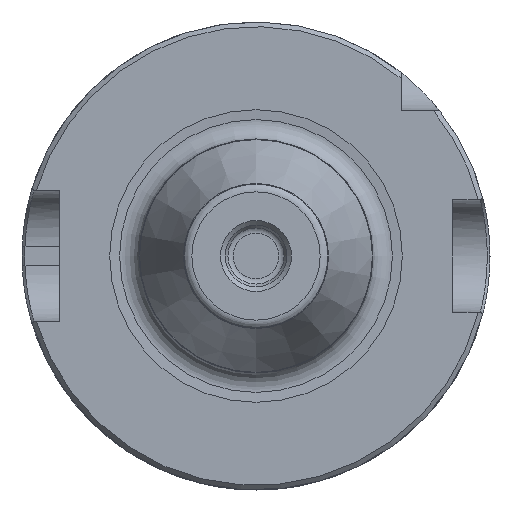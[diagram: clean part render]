
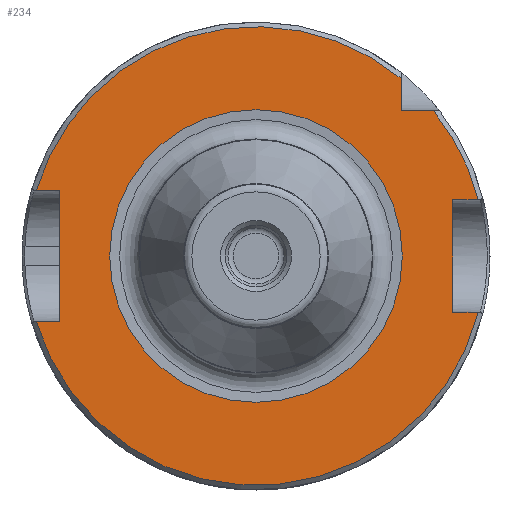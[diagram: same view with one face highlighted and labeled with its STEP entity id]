
A CAD part, left-side view. The second image highlights one B-rep face of the part: STEP entity #234.
In plain terms, the highlighted planar face has unit normal (-1, 0, 0).
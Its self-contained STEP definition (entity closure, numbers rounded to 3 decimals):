
#234=ADVANCED_FACE('',(#362,#363),#327,.F.);
#327=PLANE('',#1530);
#362=FACE_BOUND('',#423,.T.);
#363=FACE_BOUND('',#424,.T.);
#423=EDGE_LOOP('',(#615,#616,#617,#618,#619,#620,#621,#622,#623,#624,#625));
#424=EDGE_LOOP('',(#626));
#546=CIRCLE('',#1526,24.5);
#547=CIRCLE('',#1527,24.5);
#548=CIRCLE('',#1528,24.5);
#549=CIRCLE('',#1529,15.63);
#615=ORIENTED_EDGE('',*,*,#1176,.F.);
#616=ORIENTED_EDGE('',*,*,#1177,.T.);
#617=ORIENTED_EDGE('',*,*,#1178,.F.);
#618=ORIENTED_EDGE('',*,*,#1179,.F.);
#619=ORIENTED_EDGE('',*,*,#1180,.F.);
#620=ORIENTED_EDGE('',*,*,#1181,.T.);
#621=ORIENTED_EDGE('',*,*,#1182,.F.);
#622=ORIENTED_EDGE('',*,*,#1183,.F.);
#623=ORIENTED_EDGE('',*,*,#1184,.F.);
#624=ORIENTED_EDGE('',*,*,#1185,.T.);
#625=ORIENTED_EDGE('',*,*,#1186,.F.);
#626=ORIENTED_EDGE('',*,*,#1187,.F.);
#1029=VERTEX_POINT('',#2076);
#1030=VERTEX_POINT('',#2077);
#1031=VERTEX_POINT('',#2079);
#1032=VERTEX_POINT('',#2081);
#1033=VERTEX_POINT('',#2083);
#1034=VERTEX_POINT('',#2085);
#1035=VERTEX_POINT('',#2087);
#1036=VERTEX_POINT('',#2089);
#1037=VERTEX_POINT('',#2091);
#1038=VERTEX_POINT('',#2093);
#1039=VERTEX_POINT('',#2095);
#1040=VERTEX_POINT('',#2098);
#1176=EDGE_CURVE('',#1029,#1030,#1383,.T.);
#1177=EDGE_CURVE('',#1029,#1031,#546,.T.);
#1178=EDGE_CURVE('',#1032,#1031,#1384,.T.);
#1179=EDGE_CURVE('',#1033,#1032,#1385,.T.);
#1180=EDGE_CURVE('',#1034,#1033,#1386,.T.);
#1181=EDGE_CURVE('',#1034,#1035,#547,.T.);
#1182=EDGE_CURVE('',#1036,#1035,#1387,.T.);
#1183=EDGE_CURVE('',#1037,#1036,#1388,.T.);
#1184=EDGE_CURVE('',#1038,#1037,#1389,.T.);
#1185=EDGE_CURVE('',#1038,#1039,#548,.T.);
#1186=EDGE_CURVE('',#1030,#1039,#1390,.T.);
#1187=EDGE_CURVE('',#1040,#1040,#549,.T.);
#1383=LINE('',#2075,#1449);
#1384=LINE('',#2080,#1450);
#1385=LINE('',#2082,#1451);
#1386=LINE('',#2084,#1452);
#1387=LINE('',#2088,#1453);
#1388=LINE('',#2090,#1454);
#1389=LINE('',#2092,#1455);
#1390=LINE('',#2096,#1456);
#1449=VECTOR('',#1689,1.);
#1450=VECTOR('',#1692,1.);
#1451=VECTOR('',#1693,1.);
#1452=VECTOR('',#1694,1.);
#1453=VECTOR('',#1697,1.);
#1454=VECTOR('',#1698,1.);
#1455=VECTOR('',#1699,1.);
#1456=VECTOR('',#1702,1.);
#1526=AXIS2_PLACEMENT_3D('',#2078,#1690,#1691);
#1527=AXIS2_PLACEMENT_3D('',#2086,#1695,#1696);
#1528=AXIS2_PLACEMENT_3D('',#2094,#1700,#1701);
#1529=AXIS2_PLACEMENT_3D('',#2097,#1703,#1704);
#1530=AXIS2_PLACEMENT_3D('',#2099,#1705,#1706);
#1689=DIRECTION('',(0.,0.,-1.));
#1690=DIRECTION('',(-1.,0.,0.));
#1691=DIRECTION('',(0.,0.,-1.));
#1692=DIRECTION('',(0.,1.,0.));
#1693=DIRECTION('',(0.,0.,1.));
#1694=DIRECTION('',(0.,-1.,0.));
#1695=DIRECTION('',(-1.,0.,0.));
#1696=DIRECTION('',(0.,0.,-1.));
#1697=DIRECTION('',(0.,-1.,0.));
#1698=DIRECTION('',(0.,0.,-1.));
#1699=DIRECTION('',(0.,1.,0.));
#1700=DIRECTION('',(-1.,0.,0.));
#1701=DIRECTION('',(0.,0.,-1.));
#1702=DIRECTION('',(0.,-1.,0.));
#1703=DIRECTION('',(-1.,0.,0.));
#1704=DIRECTION('',(0.,0.,1.));
#1705=DIRECTION('',(1.,0.,0.));
#1706=DIRECTION('',(0.,0.,-1.));
#2075=CARTESIAN_POINT('',(39.,-15.5,21.5));
#2076=CARTESIAN_POINT('',(39.,-15.5,18.974));
#2077=CARTESIAN_POINT('',(39.,-15.5,15.5));
#2078=CARTESIAN_POINT('',(39.,0.,0.));
#2079=CARTESIAN_POINT('',(39.,23.479,7.));
#2080=CARTESIAN_POINT('',(39.,30.25,7.));
#2081=CARTESIAN_POINT('',(39.,21.,7.));
#2082=CARTESIAN_POINT('',(39.,21.,-1.));
#2083=CARTESIAN_POINT('',(39.,21.,-7.));
#2084=CARTESIAN_POINT('',(39.,30.25,-7.));
#2085=CARTESIAN_POINT('',(39.,23.479,-7.));
#2086=CARTESIAN_POINT('',(39.,0.,0.));
#2087=CARTESIAN_POINT('',(39.,-23.754,-6.));
#2088=CARTESIAN_POINT('',(39.,-30.25,-6.));
#2089=CARTESIAN_POINT('',(39.,-21.,-6.));
#2090=CARTESIAN_POINT('',(39.,-21.,0.));
#2091=CARTESIAN_POINT('',(39.,-21.,6.));
#2092=CARTESIAN_POINT('',(39.,-30.25,6.));
#2093=CARTESIAN_POINT('',(39.,-23.754,6.));
#2094=CARTESIAN_POINT('',(39.,0.,0.));
#2095=CARTESIAN_POINT('',(39.,-18.974,15.5));
#2096=CARTESIAN_POINT('',(39.,-30.25,15.5));
#2097=CARTESIAN_POINT('',(39.,0.,0.));
#2098=CARTESIAN_POINT('',(39.,0.,15.63));
#2099=CARTESIAN_POINT('',(39.,0.,21.85));
